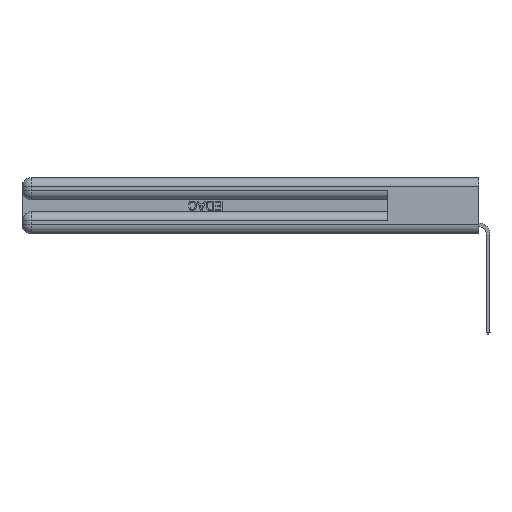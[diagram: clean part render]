
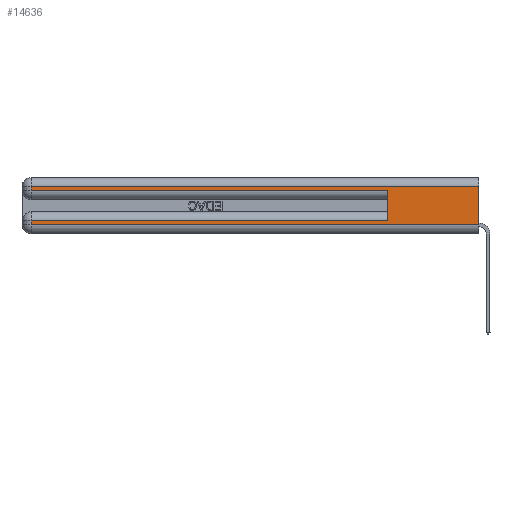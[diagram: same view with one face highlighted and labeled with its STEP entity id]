
A CAD part, left-side view. The second image highlights one B-rep face of the part: STEP entity #14636.
In plain terms, the highlighted planar face has unit normal (-1, 0, 0).
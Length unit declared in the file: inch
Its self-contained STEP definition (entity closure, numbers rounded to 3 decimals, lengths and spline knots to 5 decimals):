
#1136 = DIRECTION ( 'NONE',  ( 1., 0., 0. ) ) ;
#1270 = VERTEX_POINT ( 'NONE', #25563 ) ;
#1540 = CARTESIAN_POINT ( 'NONE',  ( 0., 0., 0.285 ) ) ;
#1994 = LINE ( 'NONE', #4398, #26826 ) ;
#2403 = ORIENTED_EDGE ( 'NONE', *, *, #17676, .T. ) ;
#3333 = EDGE_CURVE ( 'NONE', #1270, #11529, #14304, .T. ) ;
#3407 = LINE ( 'NONE', #19232, #17461 ) ;
#3846 = ORIENTED_EDGE ( 'NONE', *, *, #3333, .T. ) ;
#3890 = LINE ( 'NONE', #14231, #9748 ) ;
#4221 = DIRECTION ( 'NONE',  ( 0., 1., 0. ) ) ;
#4398 = CARTESIAN_POINT ( 'NONE',  ( 0., 0., 0.31 ) ) ;
#4542 = DIRECTION ( 'NONE',  ( 0., 1., 0. ) ) ;
#4655 = LINE ( 'NONE', #9729, #31214 ) ;
#5045 = ORIENTED_EDGE ( 'NONE', *, *, #20602, .T. ) ;
#5705 = LINE ( 'NONE', #13308, #15774 ) ;
#6678 = DIRECTION ( 'NONE',  ( 0., -1., 0. ) ) ;
#8386 = EDGE_CURVE ( 'NONE', #16460, #1270, #3407, .T. ) ;
#9033 = EDGE_LOOP ( 'NONE', ( #22369, #2403, #20352, #3846, #31335, #5045, #24598, #31876 ) ) ;
#9236 = CARTESIAN_POINT ( 'NONE',  ( 0., 2.94, 0.085 ) ) ;
#9614 = CARTESIAN_POINT ( 'NONE',  ( 0., 0., 0.085 ) ) ;
#9729 = CARTESIAN_POINT ( 'NONE',  ( 0., 2.94, 0.37 ) ) ;
#9748 = VECTOR ( 'NONE', #27399, 39.37008 ) ;
#10321 = CARTESIAN_POINT ( 'NONE',  ( 0., 0., 0.06 ) ) ;
#10428 = CARTESIAN_POINT ( 'NONE',  ( 0., 2.94, 0.31 ) ) ;
#10583 = DIRECTION ( 'NONE',  ( 0., 0., -1. ) ) ;
#11529 = VERTEX_POINT ( 'NONE', #29764 ) ;
#12884 = VERTEX_POINT ( 'NONE', #23157 ) ;
#13308 = CARTESIAN_POINT ( 'NONE',  ( 0., 0., 0.37 ) ) ;
#14231 = CARTESIAN_POINT ( 'NONE',  ( 0., 0., 0.06 ) ) ;
#14299 = DIRECTION ( 'NONE',  ( 0., 0., 1. ) ) ;
#14304 = LINE ( 'NONE', #1540, #23159 ) ;
#14407 = PLANE ( 'NONE',  #24452 ) ;
#14636 = ADVANCED_FACE ( 'NONE', ( #29477 ), #14407, .F. ) ;
#14682 = EDGE_CURVE ( 'NONE', #12884, #22154, #3890, .T. ) ;
#15145 = EDGE_CURVE ( 'NONE', #20504, #22154, #5705, .T. ) ;
#15774 = VECTOR ( 'NONE', #10583, 39.37008 ) ;
#16093 = CARTESIAN_POINT ( 'NONE',  ( 0., 0., 0.31 ) ) ;
#16460 = VERTEX_POINT ( 'NONE', #10428 ) ;
#16828 = EDGE_CURVE ( 'NONE', #30485, #12884, #4655, .T. ) ;
#16989 = CARTESIAN_POINT ( 'NONE',  ( 0., 0., 0.37 ) ) ;
#17461 = VECTOR ( 'NONE', #29661, 39.37008 ) ;
#17676 = EDGE_CURVE ( 'NONE', #20504, #16460, #1994, .T. ) ;
#17709 = VECTOR ( 'NONE', #4542, 39.37008 ) ;
#17941 = CARTESIAN_POINT ( 'NONE',  ( 0., 0.6, 0.085 ) ) ;
#19232 = CARTESIAN_POINT ( 'NONE',  ( 0., 2.94, 0.37 ) ) ;
#19436 = CARTESIAN_POINT ( 'NONE',  ( 0., 0.6, 0.145 ) ) ;
#19659 = VECTOR ( 'NONE', #14299, 39.37008 ) ;
#20352 = ORIENTED_EDGE ( 'NONE', *, *, #8386, .T. ) ;
#20504 = VERTEX_POINT ( 'NONE', #16093 ) ;
#20602 = EDGE_CURVE ( 'NONE', #21165, #30485, #32986, .T. ) ;
#21165 = VERTEX_POINT ( 'NONE', #17941 ) ;
#21387 = EDGE_CURVE ( 'NONE', #21165, #11529, #24572, .T. ) ;
#22154 = VERTEX_POINT ( 'NONE', #10321 ) ;
#22369 = ORIENTED_EDGE ( 'NONE', *, *, #15145, .F. ) ;
#23054 = DIRECTION ( 'NONE',  ( 0., 0., -1. ) ) ;
#23157 = CARTESIAN_POINT ( 'NONE',  ( 0., 2.94, 0.06 ) ) ;
#23159 = VECTOR ( 'NONE', #6678, 39.37008 ) ;
#24452 = AXIS2_PLACEMENT_3D ( 'NONE', #16989, #1136, #27229 ) ;
#24572 = LINE ( 'NONE', #19436, #19659 ) ;
#24598 = ORIENTED_EDGE ( 'NONE', *, *, #16828, .T. ) ;
#25563 = CARTESIAN_POINT ( 'NONE',  ( 0., 2.94, 0.285 ) ) ;
#26826 = VECTOR ( 'NONE', #4221, 39.37008 ) ;
#27229 = DIRECTION ( 'NONE',  ( 0., 0., -1. ) ) ;
#27399 = DIRECTION ( 'NONE',  ( 0., -1., 0. ) ) ;
#29477 = FACE_OUTER_BOUND ( 'NONE', #9033, .T. ) ;
#29661 = DIRECTION ( 'NONE',  ( 0., 0., -1. ) ) ;
#29764 = CARTESIAN_POINT ( 'NONE',  ( 0., 0.6, 0.285 ) ) ;
#30485 = VERTEX_POINT ( 'NONE', #9236 ) ;
#31214 = VECTOR ( 'NONE', #23054, 39.37008 ) ;
#31335 = ORIENTED_EDGE ( 'NONE', *, *, #21387, .F. ) ;
#31876 = ORIENTED_EDGE ( 'NONE', *, *, #14682, .T. ) ;
#32986 = LINE ( 'NONE', #9614, #17709 ) ;
